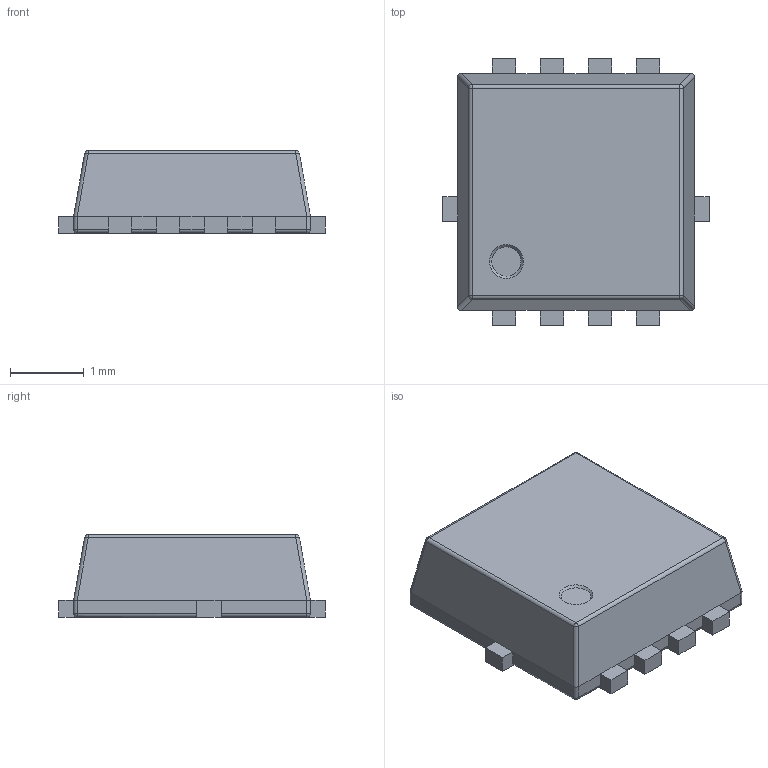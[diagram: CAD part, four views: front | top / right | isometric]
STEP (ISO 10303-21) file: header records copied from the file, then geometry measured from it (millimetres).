
FILE_DESCRIPTION(('STEP AP214'), '1');
FILE_NAME('MO-240', '2021-10-09T13:45:03', ('AF'), (''), 'UNSPECIFIED', 'UNSPECIFIED', '');
FILE_SCHEMA(('AUTOMOTIVE_DESIGN { 1 0 10303 214 3 1 1}'));
Length unit declared in the file: millimetre
Bounding box: 3.61 x 3.61 x 1.12 mm (x, y, z)
Volume: 10.8 mm3; surface area: 50.9 mm2
Topology: 6 solids, 6 shells, 148 faces, 397 edges, 259 vertices
Faces by surface type: plane 113, cylinder 26, sphere 4, bspline 4, cone 1
Entity records: 5787 total; most frequent: CARTESIAN_POINT 905, DIRECTION 716, ORIENTED_EDGE 704, EDGE_CURVE 352, LINE 338, VECTOR 338, VERTEX_POINT 218, AXIS2_PLACEMENT_3D 189
